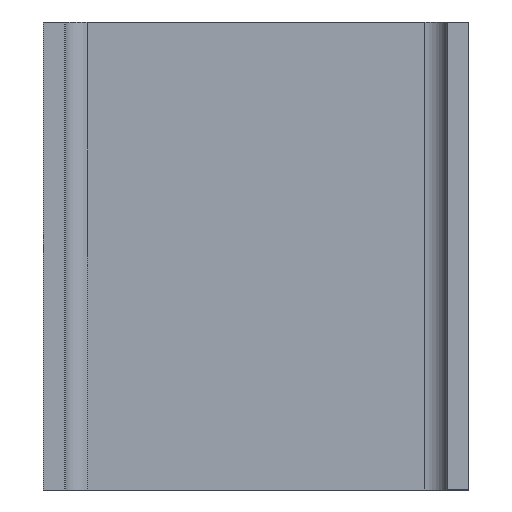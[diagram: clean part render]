
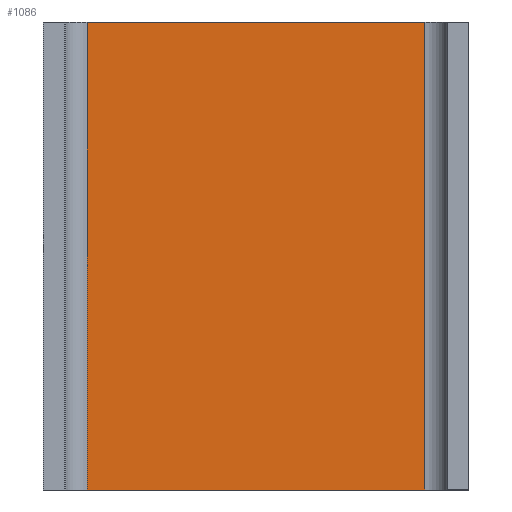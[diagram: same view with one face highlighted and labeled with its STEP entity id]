
A CAD part, left-side view. The second image highlights one B-rep face of the part: STEP entity #1086.
In plain terms, the highlighted planar face has unit normal (-1, 0, 0).
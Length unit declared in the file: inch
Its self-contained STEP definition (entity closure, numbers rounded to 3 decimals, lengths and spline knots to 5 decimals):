
#27 = CARTESIAN_POINT ( 'NONE',  ( 3.3125, -0.9975, -1.3 ) ) ;
#98 = PLANE ( 'NONE',  #1042 ) ;
#161 = EDGE_CURVE ( 'NONE', #592, #1744, #755, .T. ) ;
#200 = VECTOR ( 'NONE', #830, 39.37008 ) ;
#210 = VERTEX_POINT ( 'NONE', #27 ) ;
#226 = DIRECTION ( 'NONE',  ( 0., -1., 0. ) ) ;
#301 = LINE ( 'NONE', #583, #1448 ) ;
#481 = CARTESIAN_POINT ( 'NONE',  ( 3.3125, 0., 0. ) ) ;
#487 = ORIENTED_EDGE ( 'NONE', *, *, #1752, .T. ) ;
#492 = ORIENTED_EDGE ( 'NONE', *, *, #161, .T. ) ;
#510 = EDGE_CURVE ( 'NONE', #1131, #210, #301, .T. ) ;
#583 = CARTESIAN_POINT ( 'NONE',  ( 3.3125, 0., -1.3 ) ) ;
#592 = VERTEX_POINT ( 'NONE', #1830 ) ;
#634 = DIRECTION ( 'NONE',  ( 1., 0., 0. ) ) ;
#657 = CARTESIAN_POINT ( 'NONE',  ( 3.3125, -0.06, -1.3 ) ) ;
#687 = EDGE_LOOP ( 'NONE', ( #1766, #1570, #487, #492 ) ) ;
#755 = LINE ( 'NONE', #481, #1165 ) ;
#776 = CARTESIAN_POINT ( 'NONE',  ( 3.3125, 0., 0. ) ) ;
#830 = DIRECTION ( 'NONE',  ( 0., 0., 1. ) ) ;
#1042 = AXIS2_PLACEMENT_3D ( 'NONE', #776, #634, #1745 ) ;
#1086 = ADVANCED_FACE ( 'NONE', ( #1928 ), #98, .F. ) ;
#1131 = VERTEX_POINT ( 'NONE', #1259 ) ;
#1165 = VECTOR ( 'NONE', #1402, 39.37008 ) ;
#1196 = LINE ( 'NONE', #657, #1521 ) ;
#1259 = CARTESIAN_POINT ( 'NONE',  ( 3.3125, -0.06, -1.3 ) ) ;
#1318 = LINE ( 'NONE', #1784, #200 ) ;
#1402 = DIRECTION ( 'NONE',  ( 0., 1., 0. ) ) ;
#1448 = VECTOR ( 'NONE', #226, 39.37008 ) ;
#1521 = VECTOR ( 'NONE', #1931, 39.37008 ) ;
#1570 = ORIENTED_EDGE ( 'NONE', *, *, #510, .T. ) ;
#1705 = EDGE_CURVE ( 'NONE', #1131, #1744, #1196, .T. ) ;
#1744 = VERTEX_POINT ( 'NONE', #1777 ) ;
#1745 = DIRECTION ( 'NONE',  ( 0., 1., 0. ) ) ;
#1752 = EDGE_CURVE ( 'NONE', #210, #592, #1318, .T. ) ;
#1766 = ORIENTED_EDGE ( 'NONE', *, *, #1705, .F. ) ;
#1777 = CARTESIAN_POINT ( 'NONE',  ( 3.3125, -0.06, 0. ) ) ;
#1784 = CARTESIAN_POINT ( 'NONE',  ( 3.3125, -0.9975, 0. ) ) ;
#1830 = CARTESIAN_POINT ( 'NONE',  ( 3.3125, -0.9975, 0. ) ) ;
#1928 = FACE_OUTER_BOUND ( 'NONE', #687, .T. ) ;
#1931 = DIRECTION ( 'NONE',  ( 0., 0., 1. ) ) ;
